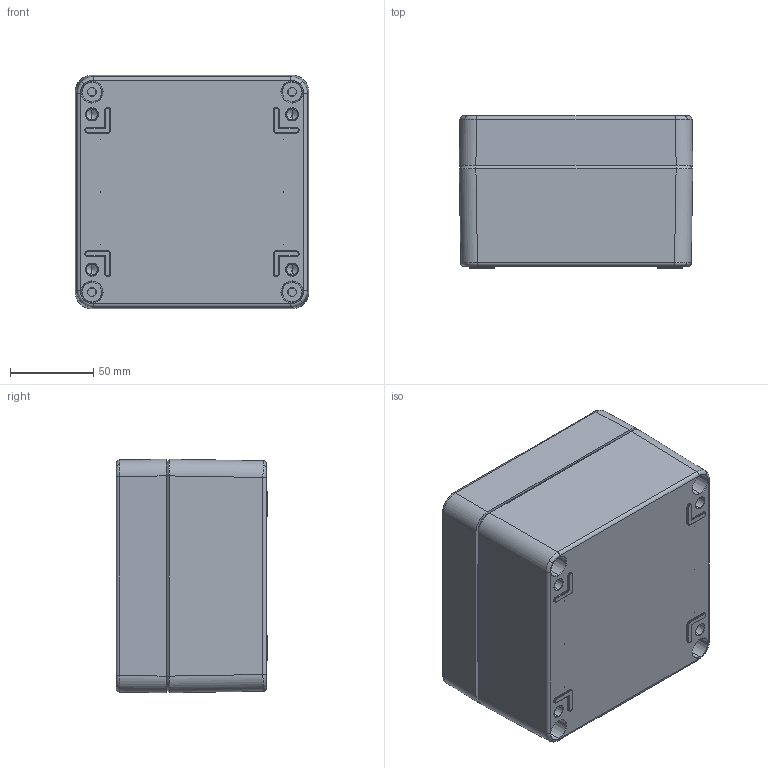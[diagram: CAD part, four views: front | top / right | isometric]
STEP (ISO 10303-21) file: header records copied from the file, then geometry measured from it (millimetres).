
FILE_DESCRIPTION (( 'STEP AP214' ), '1' );
FILE_NAME ('01141409.STEP', '2009-03-10T11:19:34', ( ' ' ), ( '' ), 'SwSTEP 2.0', 'SolidWorks 2008', '' );
FILE_SCHEMA (( 'AUTOMOTIVE_DESIGN' ));
Length unit declared in the file: millimetre
Products named in the file (5): 01158_Bearbeitung nach ZngNr.: 01-2-011580-02-0; 93136_Standard; 02158_Standard; 82009_Standard; 01141409
Assembly tree (7 placements, depth 2):
  01141409
    93136_Standard  x4
    82009_Standard
    02158_Standard
    01158_Bearbeitung nach ZngNr.: 01-2-011580-02-0
Bounding box: 140 x 91 x 140 mm (x, y, z)
Volume: 473093 mm3; surface area: 190426.3 mm2
Topology: 7 solids, 7 shells, 903 faces, 2102 edges, 1223 vertices
Faces by surface type: cylinder 242, plane 207, bspline 192, cone 144, torus 118
Entity records: 32343 total; most frequent: CARTESIAN_POINT 15066, ORIENTED_EDGE 3696, DIRECTION 3491, EDGE_CURVE 1848, AXIS2_PLACEMENT_3D 1392, VERTEX_POINT 1073, EDGE_LOOP 873, ADVANCED_FACE 810
